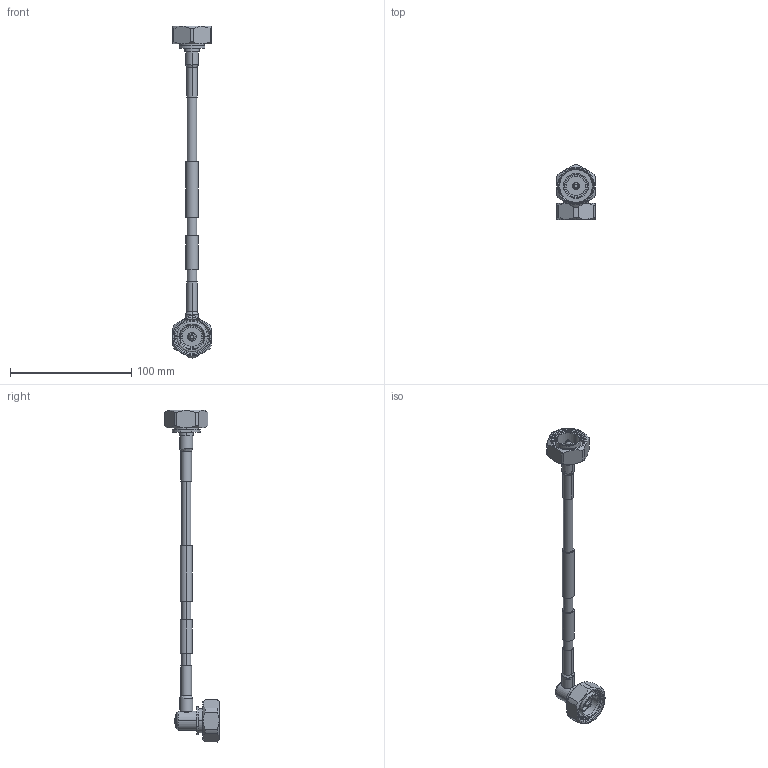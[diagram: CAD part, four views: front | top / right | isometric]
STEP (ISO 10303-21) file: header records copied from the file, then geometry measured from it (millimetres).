
FILE_DESCRIPTION (( 'STEP AP214' ), '1' );
FILE_NAME ('FMCA2548.step', '2021-10-05T15:59:04', ( '' ), ( '' ), 'SwSTEP 2.0', 'SolidWorks 2021', '' );
FILE_SCHEMA (( 'AUTOMOTIVE_DESIGN' ));
Length unit declared in the file: inch
Products named in the file (5): TC-250-716M-RA-LP^FMCA2548; TC-250-716M-LP^FMCA2548; FMCA2548; SPF-250^FMCA2548; Heat Shrink^FMCA2548
Assembly tree (5 placements, depth 2):
  FMCA2548
    SPF-250^FMCA2548
    Heat Shrink^FMCA2548  x2
    TC-250-716M-RA-LP^FMCA2548
    TC-250-716M-LP^FMCA2548
Bounding box: 32 x 45.09 x 273.53 mm (x, y, z)
Volume: 34750.3 mm3; surface area: 22264.2 mm2
Topology: 5 solids, 6 shells, 271 faces, 592 edges, 360 vertices
Faces by surface type: cylinder 120, cone 71, plane 61, bspline 15, sphere 4
Entity records: 9520 total; most frequent: CARTESIAN_POINT 3530, DIRECTION 1282, ORIENTED_EDGE 1156, EDGE_CURVE 578, AXIS2_PLACEMENT_3D 537, VERTEX_POINT 352, EDGE_LOOP 294, CIRCLE 279
